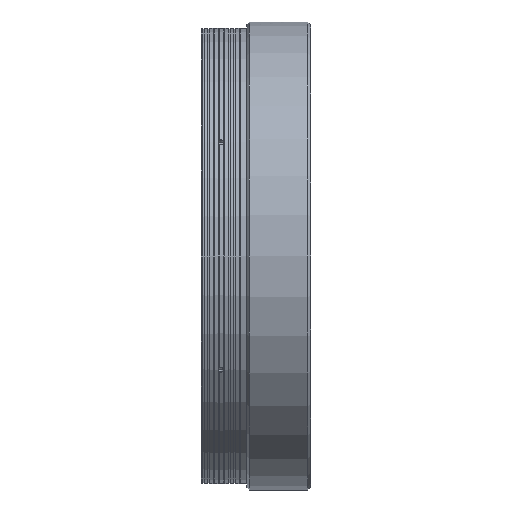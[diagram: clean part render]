
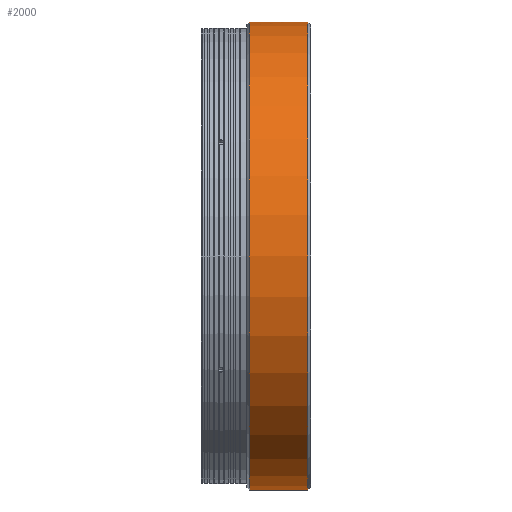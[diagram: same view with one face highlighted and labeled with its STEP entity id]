
A CAD part, left-side view. The second image highlights one B-rep face of the part: STEP entity #2000.
In plain terms, the highlighted cylindrical face has radius 180 mm (diameter 360 mm), a partial arc.
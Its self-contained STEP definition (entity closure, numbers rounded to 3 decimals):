
#11 = CIRCLE ( 'NONE', #1051, 180. ) ;
#81 = CARTESIAN_POINT ( 'NONE',  ( 0., 20.176, 180. ) ) ;
#128 = DIRECTION ( 'NONE',  ( 0., -1., 0. ) ) ;
#160 = VERTEX_POINT ( 'NONE', #5021 ) ;
#214 = CARTESIAN_POINT ( 'NONE',  ( -5.173, 15.338, 179.926 ) ) ;
#233 = CARTESIAN_POINT ( 'NONE',  ( -3.421, 18.897, 179.968 ) ) ;
#289 = CARTESIAN_POINT ( 'NONE',  ( -0.673, 9.857, 179.999 ) ) ;
#310 = CARTESIAN_POINT ( 'NONE',  ( -4.642, 12.709, 179.94 ) ) ;
#438 = CIRCLE ( 'NONE', #2459, 180. ) ;
#572 = CARTESIAN_POINT ( 'NONE',  ( 0., 0., 0. ) ) ;
#675 = CARTESIAN_POINT ( 'NONE',  ( -2.592, 19.492, 179.982 ) ) ;
#700 = CARTESIAN_POINT ( 'NONE',  ( 0., 47., -180. ) ) ;
#732 = CARTESIAN_POINT ( 'NONE',  ( -1.339, 9.998, 179.995 ) ) ;
#751 = CARTESIAN_POINT ( 'NONE',  ( -4.91, 13.335, 179.933 ) ) ;
#838 = ORIENTED_EDGE ( 'NONE', *, *, #2515, .T. ) ;
#1015 = DIRECTION ( 'NONE',  ( 0., -1., 0. ) ) ;
#1051 = AXIS2_PLACEMENT_3D ( 'NONE', #4931, #2293, #5367 ) ;
#1105 = CARTESIAN_POINT ( 'NONE',  ( -5.141, 15.674, 179.927 ) ) ;
#1121 = CARTESIAN_POINT ( 'NONE',  ( 0., 0., 180. ) ) ;
#1129 = CARTESIAN_POINT ( 'NONE',  ( -1.669, 19.911, 179.993 ) ) ;
#1180 = CARTESIAN_POINT ( 'NONE',  ( -1.822, 10.153, 179.991 ) ) ;
#1200 = CARTESIAN_POINT ( 'NONE',  ( -5.14, 14.32, 179.927 ) ) ;
#1225 = VECTOR ( 'NONE', #3602, 1000. ) ;
#1480 = DIRECTION ( 'NONE',  ( 0., -1., 0. ) ) ;
#1551 = B_SPLINE_CURVE_WITH_KNOTS ( 'NONE', 3,
 ( #1607, #2043, #289, #3369, #732, #3816, #1180, #4257, #1626, #4697, #2059, #5140, #2510, #5580, #2950, #310, #3390, #751, #3832, #1200, #4275, #1646 ),
 .UNSPECIFIED., .F., .F.,
 ( 4, 2, 2, 2, 2, 2, 2, 2, 2, 2, 4 ),
 ( 0.028, 0.029, 0.03, 0.03, 0.031, 0.032, 0.033, 0.034, 0.034, 0.035, 0.036 ),
 .UNSPECIFIED. ) ;
#1552 = CARTESIAN_POINT ( 'NONE',  ( -5., 16.34, 179.931 ) ) ;
#1574 = CARTESIAN_POINT ( 'NONE',  ( -0.677, 20.142, 179.999 ) ) ;
#1607 = CARTESIAN_POINT ( 'NONE',  ( 0., 9.824, 180. ) ) ;
#1626 = CARTESIAN_POINT ( 'NONE',  ( -2.588, 10.505, 179.982 ) ) ;
#1646 = CARTESIAN_POINT ( 'NONE',  ( -5.173, 15., 179.926 ) ) ;
#1843 = EDGE_CURVE ( 'NONE', #2709, #2520, #4231, .T. ) ;
#1905 = CARTESIAN_POINT ( 'NONE',  ( 0., 0., 180. ) ) ;
#1920 = VERTEX_POINT ( 'NONE', #2932 ) ;
#1954 = B_SPLINE_CURVE_WITH_KNOTS ( 'NONE', 3,
 ( #3293, #214, #1105, #4180, #1552, #4618, #1983, #5065, #2429, #5504, #2878, #233, #3315, #675, #3759, #1129, #4205, #1574, #4642, #2007 ),
 .UNSPECIFIED., .F., .F.,
 ( 4, 2, 2, 2, 2, 2, 2, 2, 2, 4 ),
 ( 0.004, 0.005, 0.006, 0.006, 0.007, 0.008, 0.009, 0.01, 0.011, 0.012 ),
 .UNSPECIFIED. ) ;
#1983 = CARTESIAN_POINT ( 'NONE',  ( -4.845, 16.824, 179.935 ) ) ;
#2000 = ADVANCED_FACE ( 'NONE', ( #3539 ), #2356, .T. ) ;
#2007 = CARTESIAN_POINT ( 'NONE',  ( 0., 20.176, 180. ) ) ;
#2032 = EDGE_CURVE ( 'NONE', #2709, #3575, #438, .T. ) ;
#2043 = CARTESIAN_POINT ( 'NONE',  ( -0.338, 9.824, 180. ) ) ;
#2059 = CARTESIAN_POINT ( 'NONE',  ( -3.418, 11.1, 179.968 ) ) ;
#2079 = CARTESIAN_POINT ( 'NONE',  ( -5.173, 15., 179.926 ) ) ;
#2293 = DIRECTION ( 'NONE',  ( 0., 1., 0. ) ) ;
#2319 = VERTEX_POINT ( 'NONE', #3063 ) ;
#2356 = CYLINDRICAL_SURFACE ( 'NONE', #3050, 180. ) ;
#2429 = CARTESIAN_POINT ( 'NONE',  ( -4.491, 17.592, 179.944 ) ) ;
#2459 = AXIS2_PLACEMENT_3D ( 'NONE', #4112, #1480, #4545 ) ;
#2510 = CARTESIAN_POINT ( 'NONE',  ( -4.115, 11.845, 179.953 ) ) ;
#2515 = EDGE_CURVE ( 'NONE', #160, #1920, #11, .T. ) ;
#2520 = VERTEX_POINT ( 'NONE', #81 ) ;
#2611 = ORIENTED_EDGE ( 'NONE', *, *, #2993, .T. ) ;
#2709 = VERTEX_POINT ( 'NONE', #3085 ) ;
#2878 = CARTESIAN_POINT ( 'NONE',  ( -3.898, 18.42, 179.958 ) ) ;
#2927 = VECTOR ( 'NONE', #4196, 1000. ) ;
#2932 = CARTESIAN_POINT ( 'NONE',  ( 0., 2., 180. ) ) ;
#2950 = CARTESIAN_POINT ( 'NONE',  ( -4.482, 12.41, 179.944 ) ) ;
#2993 = EDGE_CURVE ( 'NONE', #4493, #2520, #1954, .T. ) ;
#3010 = VECTOR ( 'NONE', #1015, 1000. ) ;
#3050 = AXIS2_PLACEMENT_3D ( 'NONE', #572, #128, #3214 ) ;
#3063 = CARTESIAN_POINT ( 'NONE',  ( 0., 9.824, 180. ) ) ;
#3085 = CARTESIAN_POINT ( 'NONE',  ( 0., 47., 180. ) ) ;
#3144 = ORIENTED_EDGE ( 'NONE', *, *, #4485, .T. ) ;
#3214 = DIRECTION ( 'NONE',  ( 0., 0., -1. ) ) ;
#3293 = CARTESIAN_POINT ( 'NONE',  ( -5.173, 15., 179.926 ) ) ;
#3315 = CARTESIAN_POINT ( 'NONE',  ( -3.155, 19.116, 179.973 ) ) ;
#3341 = ORIENTED_EDGE ( 'NONE', *, *, #4171, .T. ) ;
#3369 = CARTESIAN_POINT ( 'NONE',  ( -1.172, 9.956, 179.996 ) ) ;
#3390 = CARTESIAN_POINT ( 'NONE',  ( -4.716, 12.864, 179.938 ) ) ;
#3401 = EDGE_CURVE ( 'NONE', #2319, #1920, #4441, .T. ) ;
#3539 = FACE_OUTER_BOUND ( 'NONE', #4233, .T. ) ;
#3575 = VERTEX_POINT ( 'NONE', #700 ) ;
#3602 = DIRECTION ( 'NONE',  ( 0., -1., 0. ) ) ;
#3759 = CARTESIAN_POINT ( 'NONE',  ( -2.295, 19.651, 179.986 ) ) ;
#3816 = CARTESIAN_POINT ( 'NONE',  ( -1.663, 10.096, 179.992 ) ) ;
#3832 = CARTESIAN_POINT ( 'NONE',  ( -5.008, 13.657, 179.93 ) ) ;
#4112 = CARTESIAN_POINT ( 'NONE',  ( 0., 47., 0. ) ) ;
#4171 = EDGE_CURVE ( 'NONE', #3575, #160, #4733, .T. ) ;
#4180 = CARTESIAN_POINT ( 'NONE',  ( -5.042, 16.174, 179.929 ) ) ;
#4196 = DIRECTION ( 'NONE',  ( 0., -1., 0. ) ) ;
#4205 = CARTESIAN_POINT ( 'NONE',  ( -1.339, 20.011, 179.995 ) ) ;
#4231 = LINE ( 'NONE', #1121, #2927 ) ;
#4233 = EDGE_LOOP ( 'NONE', ( #5554, #4320, #3341, #838, #4747, #3144, #2611 ) ) ;
#4257 = CARTESIAN_POINT ( 'NONE',  ( -2.289, 10.346, 179.986 ) ) ;
#4275 = CARTESIAN_POINT ( 'NONE',  ( -5.173, 14.662, 179.926 ) ) ;
#4320 = ORIENTED_EDGE ( 'NONE', *, *, #2032, .T. ) ;
#4441 = LINE ( 'NONE', #1905, #3010 ) ;
#4473 = CARTESIAN_POINT ( 'NONE',  ( 0., 0., -180. ) ) ;
#4485 = EDGE_CURVE ( 'NONE', #2319, #4493, #1551, .T. ) ;
#4493 = VERTEX_POINT ( 'NONE', #2079 ) ;
#4545 = DIRECTION ( 'NONE',  ( 0., 0., -1. ) ) ;
#4618 = CARTESIAN_POINT ( 'NONE',  ( -4.901, 16.665, 179.933 ) ) ;
#4642 = CARTESIAN_POINT ( 'NONE',  ( -0.341, 20.176, 180. ) ) ;
#4697 = CARTESIAN_POINT ( 'NONE',  ( -3.156, 10.885, 179.973 ) ) ;
#4733 = LINE ( 'NONE', #4473, #1225 ) ;
#4747 = ORIENTED_EDGE ( 'NONE', *, *, #3401, .F. ) ;
#4931 = CARTESIAN_POINT ( 'NONE',  ( 0., 2., 0. ) ) ;
#5021 = CARTESIAN_POINT ( 'NONE',  ( 0., 2., -180. ) ) ;
#5065 = CARTESIAN_POINT ( 'NONE',  ( -4.651, 17.291, 179.94 ) ) ;
#5140 = CARTESIAN_POINT ( 'NONE',  ( -3.901, 11.583, 179.958 ) ) ;
#5367 = DIRECTION ( 'NONE',  ( 0., 0., 1. ) ) ;
#5504 = CARTESIAN_POINT ( 'NONE',  ( -4.112, 18.159, 179.953 ) ) ;
#5554 = ORIENTED_EDGE ( 'NONE', *, *, #1843, .F. ) ;
#5580 = CARTESIAN_POINT ( 'NONE',  ( -4.396, 12.265, 179.946 ) ) ;
